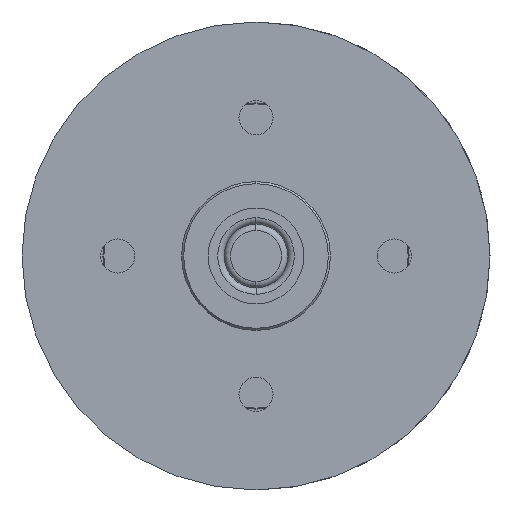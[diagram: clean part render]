
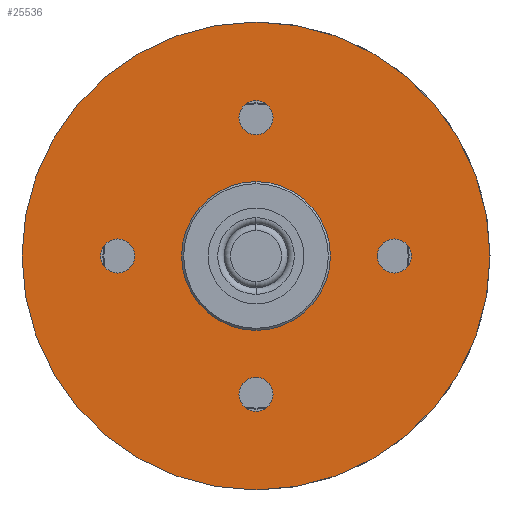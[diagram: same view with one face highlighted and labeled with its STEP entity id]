
A CAD part, left-side view. The second image highlights one B-rep face of the part: STEP entity #25536.
In plain terms, the highlighted planar face has unit normal (-1, 0, 0).
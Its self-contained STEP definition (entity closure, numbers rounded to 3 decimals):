
#183 = ORIENTED_EDGE ( 'NONE', *, *, #4882, .F. ) ;
#405 = CARTESIAN_POINT ( 'NONE',  ( 0., 0., 6.5 ) ) ;
#810 = CARTESIAN_POINT ( 'NONE',  ( 0., 0., 0. ) ) ;
#1039 = VERTEX_POINT ( 'NONE', #34827 ) ;
#1128 = DIRECTION ( 'NONE',  ( 0., 0., 1. ) ) ;
#1400 = VERTEX_POINT ( 'NONE', #36454 ) ;
#1618 = FACE_BOUND ( 'NONE', #51124, .T. ) ;
#1736 = AXIS2_PLACEMENT_3D ( 'NONE', #405, #52796, #35279 ) ;
#2617 = DIRECTION ( 'NONE',  ( -1., 0., 0. ) ) ;
#2649 = EDGE_LOOP ( 'NONE', ( #55699, #3343 ) ) ;
#3047 = DIRECTION ( 'NONE',  ( 1., 0., 0. ) ) ;
#3343 = ORIENTED_EDGE ( 'NONE', *, *, #53270, .F. ) ;
#3703 = DIRECTION ( 'NONE',  ( 0., 0., 1. ) ) ;
#3714 = CIRCLE ( 'NONE', #35395, 0.8 ) ;
#4882 = EDGE_CURVE ( 'NONE', #47472, #55866, #48675, .T. ) ;
#5309 = CARTESIAN_POINT ( 'NONE',  ( 0., 0., 0. ) ) ;
#5355 = DIRECTION ( 'NONE',  ( -1., 0., 0. ) ) ;
#5878 = CARTESIAN_POINT ( 'NONE',  ( 0., 6.5, 0. ) ) ;
#6094 = EDGE_CURVE ( 'NONE', #29109, #14183, #19829, .T. ) ;
#6511 = AXIS2_PLACEMENT_3D ( 'NONE', #37846, #46561, #37302 ) ;
#6519 = ORIENTED_EDGE ( 'NONE', *, *, #53803, .F. ) ;
#6976 = CIRCLE ( 'NONE', #10550, 0.8 ) ;
#7073 = CARTESIAN_POINT ( 'NONE',  ( 0., -6.5, 0. ) ) ;
#7145 = DIRECTION ( 'NONE',  ( 0., 0., 1. ) ) ;
#8019 = ORIENTED_EDGE ( 'NONE', *, *, #49530, .F. ) ;
#8135 = VERTEX_POINT ( 'NONE', #38814 ) ;
#8519 = DIRECTION ( 'NONE',  ( -1., 0., 0. ) ) ;
#9014 = CARTESIAN_POINT ( 'NONE',  ( 0., 0., -3.5 ) ) ;
#9258 = DIRECTION ( 'NONE',  ( -1., 0., 0. ) ) ;
#9448 = CARTESIAN_POINT ( 'NONE',  ( 0., 0., 11. ) ) ;
#9540 = FACE_BOUND ( 'NONE', #47323, .T. ) ;
#9765 = CARTESIAN_POINT ( 'NONE',  ( 0., -6.5, 0. ) ) ;
#9808 = CIRCLE ( 'NONE', #55927, 0.8 ) ;
#9897 = CIRCLE ( 'NONE', #17149, 3.5 ) ;
#10170 = CIRCLE ( 'NONE', #41922, 0.8 ) ;
#10550 = AXIS2_PLACEMENT_3D ( 'NONE', #20721, #38024, #3703 ) ;
#10669 = VERTEX_POINT ( 'NONE', #48638 ) ;
#10835 = EDGE_LOOP ( 'NONE', ( #45467, #27353 ) ) ;
#12113 = AXIS2_PLACEMENT_3D ( 'NONE', #7073, #16133, #33967 ) ;
#13457 = EDGE_CURVE ( 'NONE', #8135, #45179, #30900, .T. ) ;
#13675 = VERTEX_POINT ( 'NONE', #42745 ) ;
#14076 = FACE_BOUND ( 'NONE', #2649, .T. ) ;
#14183 = VERTEX_POINT ( 'NONE', #53858 ) ;
#14294 = DIRECTION ( 'NONE',  ( -1., 0., 0. ) ) ;
#14303 = AXIS2_PLACEMENT_3D ( 'NONE', #41901, #3047, #20333 ) ;
#14605 = EDGE_CURVE ( 'NONE', #35961, #1039, #17555, .T. ) ;
#14634 = FACE_OUTER_BOUND ( 'NONE', #46569, .T. ) ;
#16022 = EDGE_CURVE ( 'NONE', #1039, #35961, #21434, .T. ) ;
#16133 = DIRECTION ( 'NONE',  ( -1., 0., 0. ) ) ;
#17149 = AXIS2_PLACEMENT_3D ( 'NONE', #50739, #2617, #7145 ) ;
#17555 = CIRCLE ( 'NONE', #12113, 0.8 ) ;
#18558 = CIRCLE ( 'NONE', #50196, 0.8 ) ;
#19031 = EDGE_CURVE ( 'NONE', #45179, #8135, #9897, .T. ) ;
#19829 = CIRCLE ( 'NONE', #1736, 0.8 ) ;
#20333 = DIRECTION ( 'NONE',  ( 0., 0., -1. ) ) ;
#20721 = CARTESIAN_POINT ( 'NONE',  ( 0., 0., 6.5 ) ) ;
#21434 = CIRCLE ( 'NONE', #27813, 0.8 ) ;
#22659 = DIRECTION ( 'NONE',  ( 0., 0., 1. ) ) ;
#22700 = CARTESIAN_POINT ( 'NONE',  ( 0., 0., -6.5 ) ) ;
#25535 = EDGE_CURVE ( 'NONE', #10669, #1400, #10170, .T. ) ;
#25536 = ADVANCED_FACE ( 'NONE', ( #1618, #9540, #36205, #14076, #48903, #14634 ), #48634, .F. ) ;
#25728 = EDGE_LOOP ( 'NONE', ( #44695, #29526 ) ) ;
#25969 = CARTESIAN_POINT ( 'NONE',  ( 0., -6.5, 0.8 ) ) ;
#26197 = CARTESIAN_POINT ( 'NONE',  ( 0., 0., 7.3 ) ) ;
#26785 = DIRECTION ( 'NONE',  ( -1., 0., 0. ) ) ;
#27353 = ORIENTED_EDGE ( 'NONE', *, *, #13457, .F. ) ;
#27646 = DIRECTION ( 'NONE',  ( 0., 0., 1. ) ) ;
#27813 = AXIS2_PLACEMENT_3D ( 'NONE', #9765, #14294, #27646 ) ;
#28602 = CARTESIAN_POINT ( 'NONE',  ( 0., 0., -5.7 ) ) ;
#29109 = VERTEX_POINT ( 'NONE', #26197 ) ;
#29526 = ORIENTED_EDGE ( 'NONE', *, *, #16022, .F. ) ;
#30372 = ORIENTED_EDGE ( 'NONE', *, *, #6094, .F. ) ;
#30900 = CIRCLE ( 'NONE', #39116, 3.5 ) ;
#31507 = EDGE_CURVE ( 'NONE', #1400, #10669, #9808, .T. ) ;
#31926 = DIRECTION ( 'NONE',  ( 1., 0., 0. ) ) ;
#33670 = VERTEX_POINT ( 'NONE', #28602 ) ;
#33967 = DIRECTION ( 'NONE',  ( 0., 0., 1. ) ) ;
#34827 = CARTESIAN_POINT ( 'NONE',  ( 0., -6.5, -0.8 ) ) ;
#34981 = CARTESIAN_POINT ( 'NONE',  ( 0., 0., -6.5 ) ) ;
#35063 = DIRECTION ( 'NONE',  ( 0., 0., -1. ) ) ;
#35279 = DIRECTION ( 'NONE',  ( 0., 0., 1. ) ) ;
#35395 = AXIS2_PLACEMENT_3D ( 'NONE', #34981, #26785, #52783 ) ;
#35961 = VERTEX_POINT ( 'NONE', #25969 ) ;
#36205 = FACE_BOUND ( 'NONE', #25728, .T. ) ;
#36454 = CARTESIAN_POINT ( 'NONE',  ( 0., 6.5, 0.8 ) ) ;
#37302 = DIRECTION ( 'NONE',  ( 0., 0., -1. ) ) ;
#37846 = CARTESIAN_POINT ( 'NONE',  ( 0., 0., 0. ) ) ;
#38024 = DIRECTION ( 'NONE',  ( -1., 0., 0. ) ) ;
#38814 = CARTESIAN_POINT ( 'NONE',  ( 0., 0., 3.5 ) ) ;
#39116 = AXIS2_PLACEMENT_3D ( 'NONE', #810, #5355, #22659 ) ;
#39463 = ORIENTED_EDGE ( 'NONE', *, *, #25535, .F. ) ;
#40180 = DIRECTION ( 'NONE',  ( 0., 0., 1. ) ) ;
#41901 = CARTESIAN_POINT ( 'NONE',  ( 0., 0., 0. ) ) ;
#41922 = AXIS2_PLACEMENT_3D ( 'NONE', #5878, #9258, #40180 ) ;
#42010 = ORIENTED_EDGE ( 'NONE', *, *, #31507, .F. ) ;
#42600 = CARTESIAN_POINT ( 'NONE',  ( 0., 6.5, 0. ) ) ;
#42745 = CARTESIAN_POINT ( 'NONE',  ( 0., 0., -7.3 ) ) ;
#43144 = DIRECTION ( 'NONE',  ( 0., 0., 1. ) ) ;
#44695 = ORIENTED_EDGE ( 'NONE', *, *, #14605, .F. ) ;
#45179 = VERTEX_POINT ( 'NONE', #9014 ) ;
#45422 = CIRCLE ( 'NONE', #6511, 11. ) ;
#45467 = ORIENTED_EDGE ( 'NONE', *, *, #19031, .F. ) ;
#46561 = DIRECTION ( 'NONE',  ( 1., 0., 0. ) ) ;
#46569 = EDGE_LOOP ( 'NONE', ( #183, #6519 ) ) ;
#47323 = EDGE_LOOP ( 'NONE', ( #30372, #8019 ) ) ;
#47472 = VERTEX_POINT ( 'NONE', #9448 ) ;
#48634 = PLANE ( 'NONE',  #49072 ) ;
#48638 = CARTESIAN_POINT ( 'NONE',  ( 0., 6.5, -0.8 ) ) ;
#48675 = CIRCLE ( 'NONE', #14303, 11. ) ;
#48903 = FACE_BOUND ( 'NONE', #10835, .T. ) ;
#49072 = AXIS2_PLACEMENT_3D ( 'NONE', #5309, #31926, #35063 ) ;
#49530 = EDGE_CURVE ( 'NONE', #14183, #29109, #6976, .T. ) ;
#49551 = DIRECTION ( 'NONE',  ( -1., 0., 0. ) ) ;
#50196 = AXIS2_PLACEMENT_3D ( 'NONE', #22700, #49551, #1128 ) ;
#50201 = CARTESIAN_POINT ( 'NONE',  ( 0., 0., -11. ) ) ;
#50739 = CARTESIAN_POINT ( 'NONE',  ( 0., 0., 0. ) ) ;
#51124 = EDGE_LOOP ( 'NONE', ( #42010, #39463 ) ) ;
#52783 = DIRECTION ( 'NONE',  ( 0., 0., 1. ) ) ;
#52796 = DIRECTION ( 'NONE',  ( -1., 0., 0. ) ) ;
#53270 = EDGE_CURVE ( 'NONE', #13675, #33670, #3714, .T. ) ;
#53803 = EDGE_CURVE ( 'NONE', #55866, #47472, #45422, .T. ) ;
#53858 = CARTESIAN_POINT ( 'NONE',  ( 0., 0., 5.7 ) ) ;
#55699 = ORIENTED_EDGE ( 'NONE', *, *, #55956, .F. ) ;
#55866 = VERTEX_POINT ( 'NONE', #50201 ) ;
#55927 = AXIS2_PLACEMENT_3D ( 'NONE', #42600, #8519, #43144 ) ;
#55956 = EDGE_CURVE ( 'NONE', #33670, #13675, #18558, .T. ) ;
